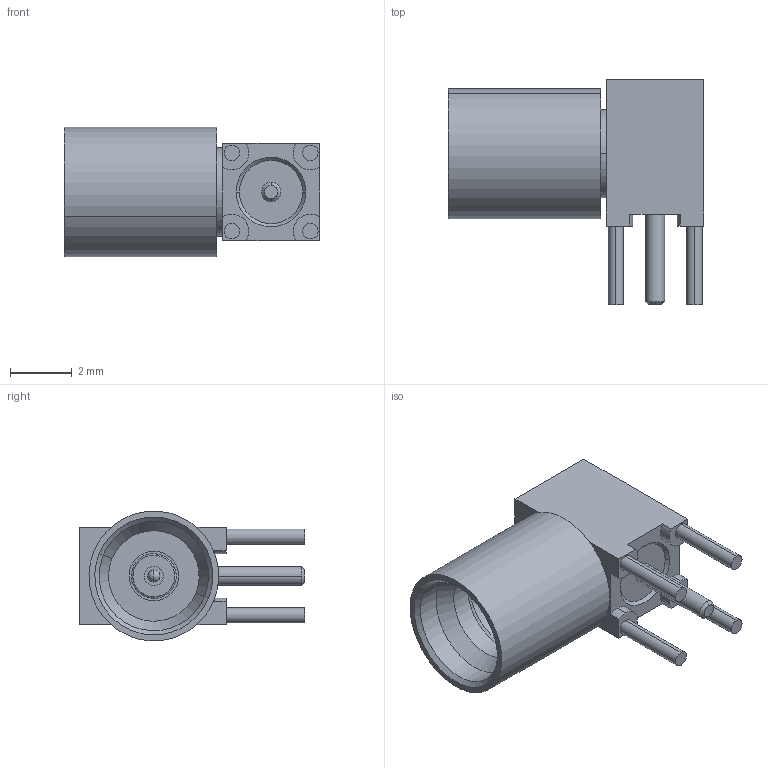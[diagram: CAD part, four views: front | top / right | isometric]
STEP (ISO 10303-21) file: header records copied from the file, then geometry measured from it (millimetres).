
FILE_DESCRIPTION (( 'STEP AP214' ), '1' );
FILE_NAME ('ÑÐ-50-1038ÔÂ Âèëêà äëÿ ìîíòàæà â îòâåðñòèÿ ïëàòû óãëîâàÿ ÊÀÏÄ.434524.002 (-00).STEP', '2023-04-28T01:30:41', ( '' ), ( '' ), 'SwSTEP 2.0', 'SolidWorks 2018', '' );
FILE_SCHEMA (( 'AUTOMOTIVE_DESIGN' ));
Length unit declared in the file: millimetre
Products named in the file (2): Äåòàëü5^ÊÀÏÄ.434524.002 Âèëêà äëÿ ìîíòàæà â îòâåðñòèÿ ïëàòû óãëîâàÿ; ÑÐ-50-1038ÔÂ Âèëêà äëÿ ìîíòàæà â îòâåðñòèÿ ïëàòû óãëîâàÿ ÊÀÏÄ.434524.002 (-00)
Assembly tree (1 placements, depth 2):
  ÑÐ-50-1038ÔÂ Âèëêà äëÿ ìîíòàæà â îòâåðñòèÿ ïëàòû óãëîâàÿ ÊÀÏÄ.434524.002 (-00)
    Äåòàëü5^ÊÀÏÄ.434524.002 Âèëêà äëÿ ìîíòàæà â îòâåðñòèÿ ïëàòû óãëîâàÿ
Bounding box: 8.27 x 7.29 x 4.2 mm (x, y, z)
Volume: 89.7 mm3; surface area: 246.8 mm2
Topology: 1 solids, 3 shells, 105 faces, 248 edges, 156 vertices
Faces by surface type: cylinder 51, plane 27, cone 21, torus 4, sphere 2
Entity records: 3117 total; most frequent: DIRECTION 587, CARTESIAN_POINT 555, ORIENTED_EDGE 484, AXIS2_PLACEMENT_3D 246, EDGE_CURVE 242, VERTEX_POINT 154, CIRCLE 137, EDGE_LOOP 122
